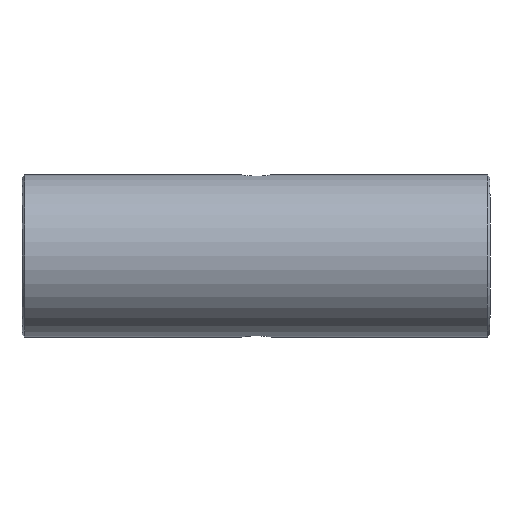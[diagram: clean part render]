
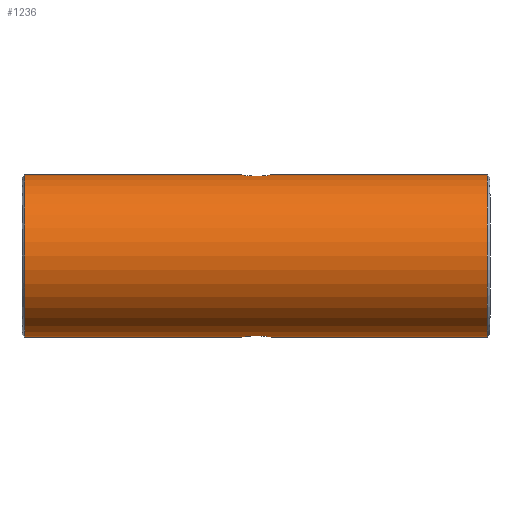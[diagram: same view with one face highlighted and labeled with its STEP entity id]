
A CAD part, front view. The second image highlights one B-rep face of the part: STEP entity #1236.
In plain terms, the highlighted cylindrical face has radius 3.645 mm (diameter 7.29 mm), a full revolution.
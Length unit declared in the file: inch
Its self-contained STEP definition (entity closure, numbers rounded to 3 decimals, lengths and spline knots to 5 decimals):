
#1 = CARTESIAN_POINT ( 'NONE',  ( 0.45076, 0.02508, 0.14129 ) ) ;
#149 = DIRECTION ( 'NONE',  ( 1., 0., 0. ) ) ;
#207 = CARTESIAN_POINT ( 'NONE',  ( 0.44393, 0.02172, 0.14195 ) ) ;
#273 = VERTEX_POINT ( 'NONE', #7507 ) ;
#444 = CARTESIAN_POINT ( 'NONE',  ( 0.45044, -0.025, -0.14136 ) ) ;
#491 = EDGE_LOOP ( 'NONE', ( #9594 ) ) ;
#501 = CARTESIAN_POINT ( 'NONE',  ( 0.49018, -0.00003, -0.14354 ) ) ;
#725 = CARTESIAN_POINT ( 'NONE',  ( 0.47838, -0.02122, 0.14193 ) ) ;
#850 = CARTESIAN_POINT ( 'NONE',  ( 0.43265, -0.00007, 0.14354 ) ) ;
#869 = DIRECTION ( 'NONE',  ( 0., -1., 0. ) ) ;
#1140 = CARTESIAN_POINT ( 'NONE',  ( 0.43318, -0.00356, -0.14346 ) ) ;
#1193 = CARTESIAN_POINT ( 'NONE',  ( 0.43687, 0.01367, -0.14287 ) ) ;
#1236 = ADVANCED_FACE ( 'NONE', ( #4639, #3556, #4466, #6234 ), #9882, .T. ) ;
#2111 = EDGE_CURVE ( 'NONE', #273, #273, #4884, .T. ) ;
#2164 = AXIS2_PLACEMENT_3D ( 'NONE', #7269, #149, #3615 ) ;
#2209 = EDGE_CURVE ( 'NONE', #6587, #6587, #9224, .T. ) ;
#2270 = CARTESIAN_POINT ( 'NONE',  ( 0.43505, 0.0105, -0.14316 ) ) ;
#2335 = CARTESIAN_POINT ( 'NONE',  ( 0.48965, 0.00356, 0.14346 ) ) ;
#2726 = CARTESIAN_POINT ( 'NONE',  ( 0.4724, 0.02499, 0.14136 ) ) ;
#2953 = CARTESIAN_POINT ( 'NONE',  ( 0.46499, 0.02673, -0.14099 ) ) ;
#3066 = CARTESIAN_POINT ( 'NONE',  ( 0.4899, -0.00366, -0.14349 ) ) ;
#3110 = ORIENTED_EDGE ( 'NONE', *, *, #2111, .T. ) ;
#3116 = CARTESIAN_POINT ( 'NONE',  ( 0.47237, 0.02502, -0.14136 ) ) ;
#3203 = CIRCLE ( 'NONE', #5015, 0.1435 ) ;
#3556 = FACE_OUTER_BOUND ( 'NONE', #491, .T. ) ;
#3615 = DIRECTION ( 'NONE',  ( 0., 1., 0. ) ) ;
#3757 = CARTESIAN_POINT ( 'NONE',  ( 0.48913, 0.00705, -0.14337 ) ) ;
#3923 = CARTESIAN_POINT ( 'NONE',  ( 0.43318, -0.00356, -0.14346 ) ) ;
#3930 = ORIENTED_EDGE ( 'NONE', *, *, #5523, .T. ) ;
#3981 = CARTESIAN_POINT ( 'NONE',  ( 0.48386, 0.01643, -0.14259 ) ) ;
#4087 = CARTESIAN_POINT ( 'NONE',  ( 0.48779, -0.01048, 0.14316 ) ) ;
#4200 = CARTESIAN_POINT ( 'NONE',  ( 0.43902, -0.01648, 0.14258 ) ) ;
#4371 = CARTESIAN_POINT ( 'NONE',  ( 0.43682, 0.01361, 0.14288 ) ) ;
#4422 = CARTESIAN_POINT ( 'NONE',  ( 0.48965, 0.00356, 0.14346 ) ) ;
#4466 = FACE_OUTER_BOUND ( 'NONE', #6439, .T. ) ;
#4634 = AXIS2_PLACEMENT_3D ( 'NONE', #10417, #7925, #869 ) ;
#4639 = FACE_BOUND ( 'NONE', #7898, .T. ) ;
#4884 = B_SPLINE_CURVE_WITH_KNOTS ( 'NONE', 3,
 ( #3923, #8313, #8257, #444, #7403, #10011, #5680, #10861, #10754, #3066, #501, #3757, #5521, #3981, #10913, #3116, #2953, #6431, #8998, #1193, #2270, #8940, #9910, #1140 ),
 .UNSPECIFIED., .T., .F.,
 ( 4, 2, 2, 2, 2, 2, 2, 2, 2, 2, 2, 4 ),
 ( 0., 0.00054, 0.00109, 0.00163, 0.0019, 0.00217, 0.00244, 0.00271, 0.00326, 0.0038, 0.00407, 0.00434 ),
 .UNSPECIFIED. ) ;
#5015 = AXIS2_PLACEMENT_3D ( 'NONE', #5149, #9544, #7721 ) ;
#5149 = CARTESIAN_POINT ( 'NONE',  ( 0.8698, 0., 0. ) ) ;
#5521 = CARTESIAN_POINT ( 'NONE',  ( 0.48778, 0.01047, -0.14315 ) ) ;
#5523 = EDGE_CURVE ( 'NONE', #6428, #6428, #6820, .T. ) ;
#5680 = CARTESIAN_POINT ( 'NONE',  ( 0.47887, -0.02173, -0.14195 ) ) ;
#5791 = VERTEX_POINT ( 'NONE', #9269 ) ;
#6077 = CARTESIAN_POINT ( 'NONE',  ( 0.48857, 0.01071, 0.14328 ) ) ;
#6091 = EDGE_LOOP ( 'NONE', ( #8087 ) ) ;
#6136 = CARTESIAN_POINT ( 'NONE',  ( 0.43502, 0.01043, 0.14316 ) ) ;
#6234 = FACE_BOUND ( 'NONE', #6091, .T. ) ;
#6428 = VERTEX_POINT ( 'NONE', #7455 ) ;
#6431 = CARTESIAN_POINT ( 'NONE',  ( 0.45072, 0.02507, -0.1413 ) ) ;
#6439 = EDGE_LOOP ( 'NONE', ( #3930 ) ) ;
#6587 = VERTEX_POINT ( 'NONE', #9159 ) ;
#6704 = CARTESIAN_POINT ( 'NONE',  ( 0.472, -0.02446, 0.14141 ) ) ;
#6820 = CIRCLE ( 'NONE', #4634, 0.1435 ) ;
#6821 = CARTESIAN_POINT ( 'NONE',  ( 0.44157, -0.01901, 0.14225 ) ) ;
#7269 = CARTESIAN_POINT ( 'NONE',  ( 0.8738, 0., 0. ) ) ;
#7403 = CARTESIAN_POINT ( 'NONE',  ( 0.45787, -0.02672, -0.14099 ) ) ;
#7455 = CARTESIAN_POINT ( 'NONE',  ( 0.05303, -0.1435, 0. ) ) ;
#7507 = CARTESIAN_POINT ( 'NONE',  ( 0.43318, -0.00356, -0.14346 ) ) ;
#7569 = CARTESIAN_POINT ( 'NONE',  ( 0.48597, -0.01366, 0.14287 ) ) ;
#7628 = CARTESIAN_POINT ( 'NONE',  ( 0.46854, -0.02549, 0.14122 ) ) ;
#7681 = CARTESIAN_POINT ( 'NONE',  ( 0.43507, -0.01052, 0.14315 ) ) ;
#7721 = DIRECTION ( 'NONE',  ( 0., 1., 0. ) ) ;
#7898 = EDGE_LOOP ( 'NONE', ( #3110 ) ) ;
#7925 = DIRECTION ( 'NONE',  ( 1., 0., 0. ) ) ;
#8087 = ORIENTED_EDGE ( 'NONE', *, *, #2209, .T. ) ;
#8257 = CARTESIAN_POINT ( 'NONE',  ( 0.43864, -0.01704, -0.14254 ) ) ;
#8313 = CARTESIAN_POINT ( 'NONE',  ( 0.43426, -0.01071, -0.14328 ) ) ;
#8416 = CARTESIAN_POINT ( 'NONE',  ( 0.4899, -0.00365, 0.14349 ) ) ;
#8538 = CARTESIAN_POINT ( 'NONE',  ( 0.49019, -0.00002, 0.14354 ) ) ;
#8712 = CARTESIAN_POINT ( 'NONE',  ( 0.46495, 0.02672, 0.14099 ) ) ;
#8763 = CARTESIAN_POINT ( 'NONE',  ( 0.43292, 0.00361, 0.1435 ) ) ;
#8940 = CARTESIAN_POINT ( 'NONE',  ( 0.43294, 0.00369, -0.14349 ) ) ;
#8998 = CARTESIAN_POINT ( 'NONE',  ( 0.44392, 0.0217, -0.14195 ) ) ;
#9159 = CARTESIAN_POINT ( 'NONE',  ( 0.48965, 0.00356, 0.14346 ) ) ;
#9224 = B_SPLINE_CURVE_WITH_KNOTS ( 'NONE', 3,
 ( #2335, #8538, #8416, #4087, #7569, #11023, #725, #6704, #7628, #10287, #10174, #6821, #4200, #7681, #11136, #850, #8763, #6136, #4371, #207, #1, #8712, #2726, #9671, #6077, #4422 ),
 .UNSPECIFIED., .T., .F.,
 ( 4, 2, 2, 2, 2, 2, 2, 2, 2, 2, 2, 2, 4 ),
 ( 0., 0.00027, 0.00054, 0.00081, 0.00108, 0.00163, 0.0019, 0.00217, 0.00244, 0.00271, 0.00325, 0.0038, 0.00434 ),
 .UNSPECIFIED. ) ;
#9269 = CARTESIAN_POINT ( 'NONE',  ( 0.8698, 0.1435, 0. ) ) ;
#9544 = DIRECTION ( 'NONE',  ( -1., 0., 0. ) ) ;
#9594 = ORIENTED_EDGE ( 'NONE', *, *, #9855, .T. ) ;
#9671 = CARTESIAN_POINT ( 'NONE',  ( 0.48417, 0.01705, 0.14254 ) ) ;
#9855 = EDGE_CURVE ( 'NONE', #5791, #5791, #3203, .T. ) ;
#9882 = CYLINDRICAL_SURFACE ( 'NONE', #2164, 0.1435 ) ;
#9910 = CARTESIAN_POINT ( 'NONE',  ( 0.43264, 0.00002, -0.14354 ) ) ;
#10011 = CARTESIAN_POINT ( 'NONE',  ( 0.47207, -0.02508, -0.14129 ) ) ;
#10174 = CARTESIAN_POINT ( 'NONE',  ( 0.45049, -0.02503, 0.14136 ) ) ;
#10287 = CARTESIAN_POINT ( 'NONE',  ( 0.45781, -0.02673, 0.14099 ) ) ;
#10417 = CARTESIAN_POINT ( 'NONE',  ( 0.05303, 0., 0. ) ) ;
#10754 = CARTESIAN_POINT ( 'NONE',  ( 0.48776, -0.01057, -0.14315 ) ) ;
#10861 = CARTESIAN_POINT ( 'NONE',  ( 0.48596, -0.01368, -0.14287 ) ) ;
#10913 = CARTESIAN_POINT ( 'NONE',  ( 0.48128, 0.01899, -0.14225 ) ) ;
#11023 = CARTESIAN_POINT ( 'NONE',  ( 0.48127, -0.01901, 0.14226 ) ) ;
#11136 = CARTESIAN_POINT ( 'NONE',  ( 0.43373, -0.00713, 0.14337 ) ) ;
